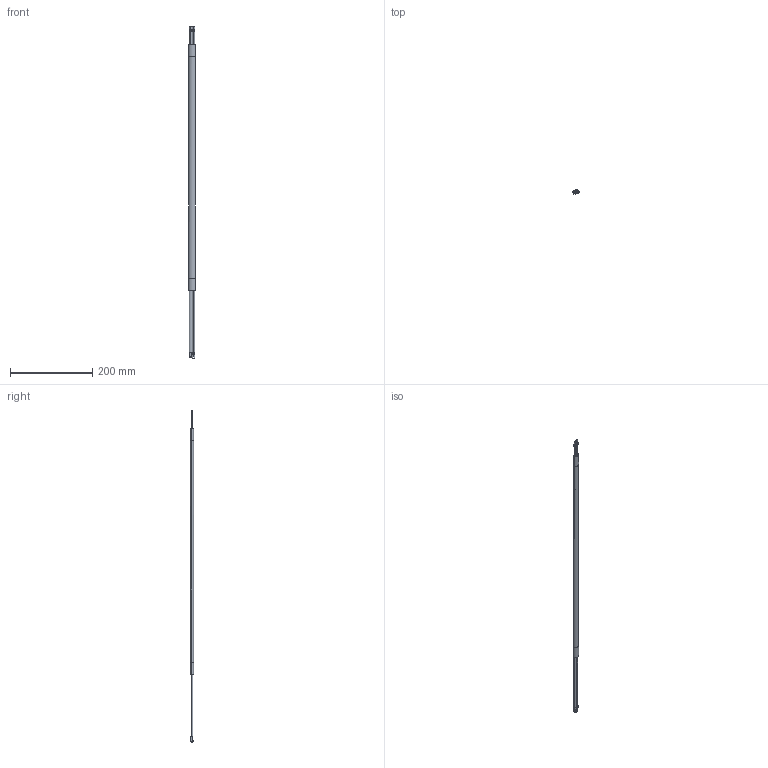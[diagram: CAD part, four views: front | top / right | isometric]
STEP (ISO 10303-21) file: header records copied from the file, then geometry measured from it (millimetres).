
FILE_DESCRIPTION (( 'STEP AP214' ), '1' );
FILE_NAME ('2192-B.STEP', '2016-05-18T15:00:29', ( '' ), ( '' ), 'SwSTEP 2.0', 'SolidWorks 2015', '' );
FILE_SCHEMA (( 'AUTOMOTIVE_DESIGN' ));
Length unit declared in the file: millimetre
Products named in the file (3): Molex 22012025; 2192-A cable; 2192-B
Assembly tree (2 placements, depth 2):
  2192-B
    2192-A cable
    Molex 22012025
Bounding box: 15.5 x 9.12 x 808 mm (x, y, z)
Volume: 22721.8 mm3; surface area: 86650.3 mm2
Topology: 13 solids, 13 shells, 150 faces, 327 edges, 206 vertices
Faces by surface type: plane 94, cylinder 32, cone 12, bspline 12
Entity records: 4574 total; most frequent: CARTESIAN_POINT 844, ORIENTED_EDGE 654, DIRECTION 653, EDGE_CURVE 327, VECTOR 239, LINE 239, AXIS2_PLACEMENT_3D 207, VERTEX_POINT 206
